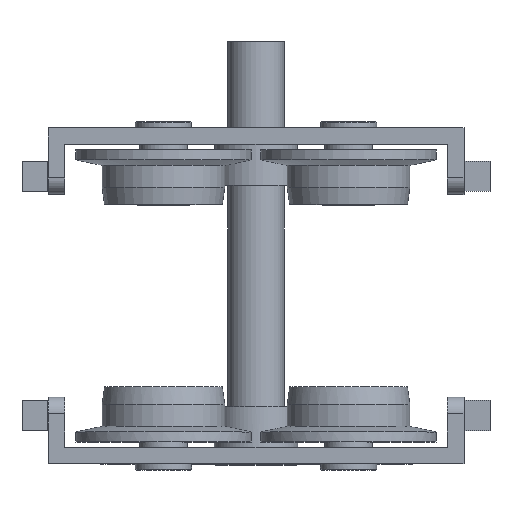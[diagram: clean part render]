
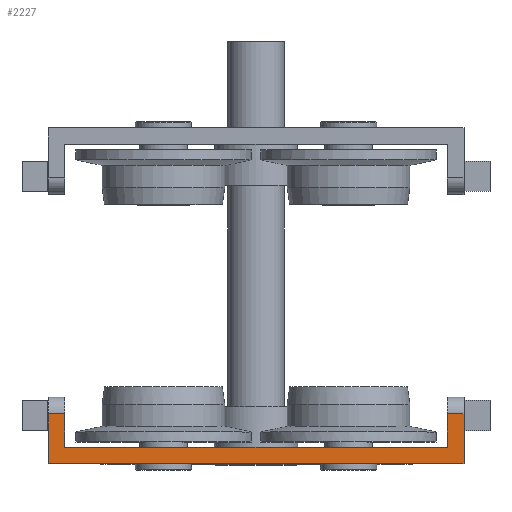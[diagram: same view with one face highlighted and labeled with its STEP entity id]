
A CAD part, top view. The second image highlights one B-rep face of the part: STEP entity #2227.
In plain terms, the highlighted free-form (B-spline) face has degree [1, 1] with [2, 2] control points.
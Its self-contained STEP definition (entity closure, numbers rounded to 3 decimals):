
#2227=ADVANCED_FACE('',(#3130),#3131,.F.);
#3130=FACE_OUTER_BOUND('',#3713,.T.);
#3131=B_SPLINE_SURFACE_WITH_KNOTS('',1,1,((#3714,#3715),(#3716,#3717)),.UNSPECIFIED.,.F.,.F.,.F.,(2,2),(2,2),(0.,1.),(0.,1.),.UNSPECIFIED.);
#3713=EDGE_LOOP('',(#4918,#4919,#4920,#4921,#4922,#4923,#4924,#4925));
#3714=CARTESIAN_POINT('',(-200.,201.,16.));
#3715=CARTESIAN_POINT('',(200.,201.,16.));
#3716=CARTESIAN_POINT('',(-200.,201.,-32.));
#3717=CARTESIAN_POINT('',(200.,201.,-32.));
#4918=ORIENTED_EDGE('',*,*,#7657,.F.);
#4919=ORIENTED_EDGE('',*,*,#7658,.F.);
#4920=ORIENTED_EDGE('',*,*,#7366,.F.);
#4921=ORIENTED_EDGE('',*,*,#7659,.F.);
#4922=ORIENTED_EDGE('',*,*,#7660,.F.);
#4923=ORIENTED_EDGE('',*,*,#7284,.T.);
#4924=ORIENTED_EDGE('',*,*,#7470,.T.);
#4925=ORIENTED_EDGE('',*,*,#7661,.F.);
#7284=EDGE_CURVE('',#9244,#9242,#9245,.T.);
#7366=EDGE_CURVE('',#9396,#9398,#9399,.T.);
#7470=EDGE_CURVE('',#9242,#9589,#9591,.T.);
#7657=EDGE_CURVE('',#9947,#9948,#9949,.T.);
#7658=EDGE_CURVE('',#9398,#9947,#9950,.T.);
#7659=EDGE_CURVE('',#9951,#9396,#9952,.T.);
#7660=EDGE_CURVE('',#9244,#9951,#9953,.T.);
#7661=EDGE_CURVE('',#9948,#9589,#9954,.T.);
#9242=VERTEX_POINT('',#13152);
#9244=VERTEX_POINT('',#13155);
#9245=LINE('',#13156,#13157);
#9396=VERTEX_POINT('',#13725);
#9398=VERTEX_POINT('',#13728);
#9399=LINE('',#13729,#13730);
#9589=VERTEX_POINT('',#14685);
#9591=LINE('',#14688,#14689);
#9947=VERTEX_POINT('',#16554);
#9948=VERTEX_POINT('',#16555);
#9949=LINE('',#16556,#16557);
#9950=LINE('',#16558,#16559);
#9951=VERTEX_POINT('',#16560);
#9952=LINE('',#16561,#16562);
#9953=LINE('',#16563,#16564);
#9954=LINE('',#16565,#16566);
#13152=CARTESIAN_POINT('',(184.,201.,0.));
#13155=CARTESIAN_POINT('',(184.,201.,-32.));
#13156=CARTESIAN_POINT('',(184.,201.,-32.));
#13157=VECTOR('',#25885,1.);
#13725=CARTESIAN_POINT('',(200.,201.,16.));
#13728=CARTESIAN_POINT('',(-200.,201.,16.));
#13729=CARTESIAN_POINT('',(200.,201.,16.));
#13730=VECTOR('',#25930,1.);
#14685=CARTESIAN_POINT('',(-184.,201.,0.));
#14688=CARTESIAN_POINT('',(184.,201.,0.));
#14689=VECTOR('',#25979,1.);
#16554=CARTESIAN_POINT('',(-200.,201.,-32.));
#16555=CARTESIAN_POINT('',(-184.,201.,-32.));
#16556=CARTESIAN_POINT('',(-200.,201.,-32.));
#16557=VECTOR('',#26036,1.);
#16558=CARTESIAN_POINT('',(-200.,201.,16.));
#16559=VECTOR('',#26037,1.);
#16560=CARTESIAN_POINT('',(200.,201.,-32.));
#16561=CARTESIAN_POINT('',(200.,201.,-32.));
#16562=VECTOR('',#26038,1.);
#16563=CARTESIAN_POINT('',(184.,201.,-32.));
#16564=VECTOR('',#26039,1.);
#16565=CARTESIAN_POINT('',(-184.,201.,-32.));
#16566=VECTOR('',#26040,1.);
#25885=DIRECTION('',(0.,0.,1.));
#25930=DIRECTION('',(-1.,0.,0.));
#25979=DIRECTION('',(-1.,0.,0.));
#26036=DIRECTION('',(1.,0.,0.));
#26037=DIRECTION('',(0.,0.,-1.));
#26038=DIRECTION('',(0.,0.,1.));
#26039=DIRECTION('',(1.,0.,0.));
#26040=DIRECTION('',(0.,0.,1.));
